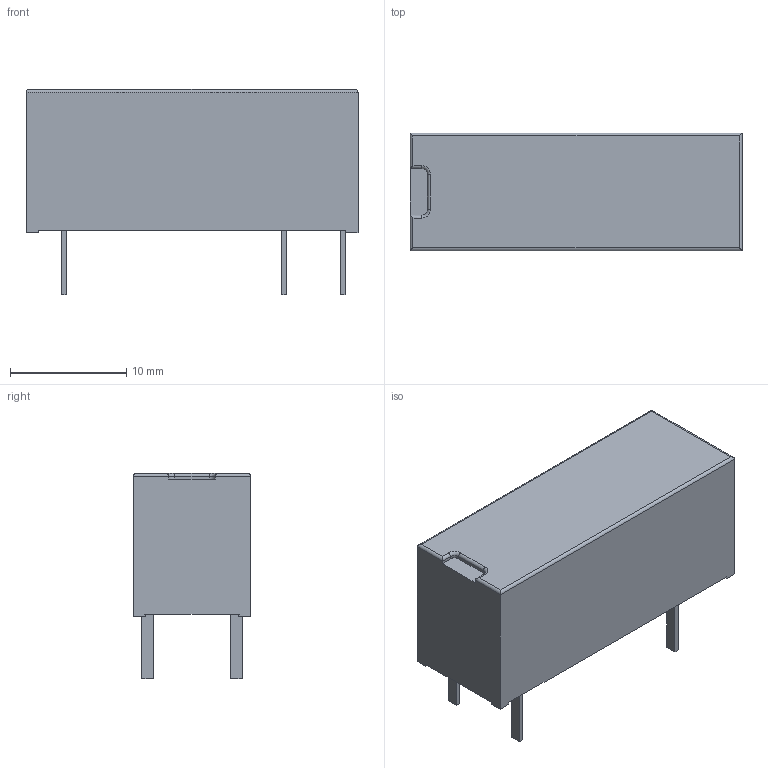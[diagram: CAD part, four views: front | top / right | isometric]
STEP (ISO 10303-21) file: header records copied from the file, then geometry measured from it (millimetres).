
FILE_DESCRIPTION(('FreeCAD Model'),'2;1');
FILE_NAME('Relay_1-Form-B_Schrack-RYII_RM5mm.step','2018-01-14T17:28:46',( 'kicad StepUp'),('ksu MCAD'),'Open CASCADE STEP processor 6.8', 'FreeCAD','Unknown');
FILE_SCHEMA(('AUTOMOTIVE_DESIGN_CC2 { 1 2 10303 214 -1 1 5 4 }'));
Length unit declared in the file: millimetre
Products named in the file (1): Relay_1-Form-B_Schrack-RYII_RM5mm
Bounding box: 28.5 x 10.1 x 17.6 mm (x, y, z)
Volume: 3488.2 mm3; surface area: 1567 mm2
Topology: 1 solids, 1 shells, 50 faces, 122 edges, 78 vertices
Faces by surface type: plane 38, cylinder 10, torus 2
Entity records: 1024 total; most frequent: ORIENTED_EDGE 170, CARTESIAN_POINT 146, EDGE_CURVE 122, LINE 102, VERTEX_POINT 78, AXIS2_PLACEMENT_3D 64, FACE_BOUND 54, EDGE_LOOP 54
